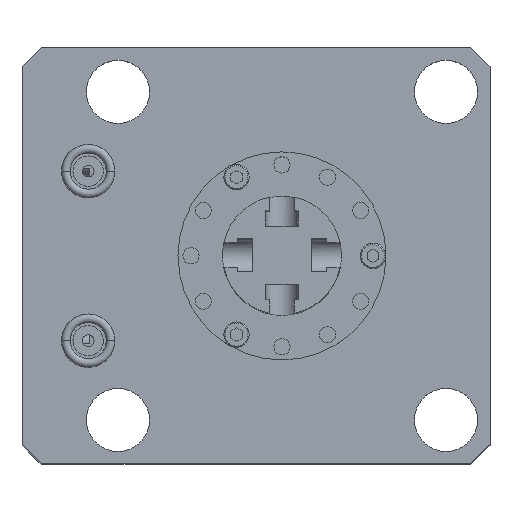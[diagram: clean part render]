
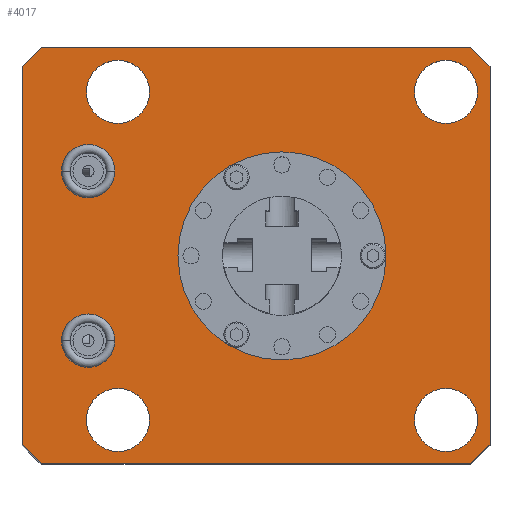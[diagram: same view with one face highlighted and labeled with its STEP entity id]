
A CAD part, top view. The second image highlights one B-rep face of the part: STEP entity #4017.
In plain terms, the highlighted planar face has unit normal (0, 0, 1).
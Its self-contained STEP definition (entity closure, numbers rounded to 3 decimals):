
#691=CARTESIAN_POINT('',(35.052,-35.052,25.019));
#692=DIRECTION('',(0.,0.,-1.));
#693=DIRECTION('',(1.,0.,0.));
#694=AXIS2_PLACEMENT_3D('',#691,#692,#693);
#696=CARTESIAN_POINT('',(35.052,-35.052,25.019));
#697=DIRECTION('',(0.,0.,-1.));
#698=DIRECTION('',(-1.,0.,0.));
#699=AXIS2_PLACEMENT_3D('',#696,#697,#698);
#701=CARTESIAN_POINT('',(35.052,35.052,25.019));
#702=DIRECTION('',(0.,0.,-1.));
#703=DIRECTION('',(1.,0.,0.));
#704=AXIS2_PLACEMENT_3D('',#701,#702,#703);
#706=CARTESIAN_POINT('',(35.052,35.052,25.019));
#707=DIRECTION('',(0.,0.,-1.));
#708=DIRECTION('',(-1.,0.,0.));
#709=AXIS2_PLACEMENT_3D('',#706,#707,#708);
#711=CARTESIAN_POINT('',(-35.052,-35.052,25.019));
#712=DIRECTION('',(0.,0.,-1.));
#713=DIRECTION('',(1.,0.,0.));
#714=AXIS2_PLACEMENT_3D('',#711,#712,#713);
#716=CARTESIAN_POINT('',(-35.052,-35.052,25.019));
#717=DIRECTION('',(0.,0.,-1.));
#718=DIRECTION('',(-1.,0.,0.));
#719=AXIS2_PLACEMENT_3D('',#716,#717,#718);
#721=CARTESIAN_POINT('',(-35.052,35.052,25.019));
#722=DIRECTION('',(0.,0.,-1.));
#723=DIRECTION('',(1.,0.,0.));
#724=AXIS2_PLACEMENT_3D('',#721,#722,#723);
#726=CARTESIAN_POINT('',(-35.052,35.052,25.019));
#727=DIRECTION('',(0.,0.,-1.));
#728=DIRECTION('',(-1.,0.,0.));
#729=AXIS2_PLACEMENT_3D('',#726,#727,#728);
#731=CARTESIAN_POINT('',(-41.402,-18.11,25.019));
#732=DIRECTION('',(0.,0.,1.));
#733=DIRECTION('',(-1.,0.,0.));
#734=AXIS2_PLACEMENT_3D('',#731,#732,#733);
#736=CARTESIAN_POINT('',(-41.402,-18.11,25.019));
#737=DIRECTION('',(0.,0.,1.));
#738=DIRECTION('',(1.,0.,0.));
#739=AXIS2_PLACEMENT_3D('',#736,#737,#738);
#741=CARTESIAN_POINT('',(-41.402,18.11,25.019));
#742=DIRECTION('',(0.,0.,1.));
#743=DIRECTION('',(-1.,0.,0.));
#744=AXIS2_PLACEMENT_3D('',#741,#742,#743);
#746=CARTESIAN_POINT('',(-41.402,18.11,25.019));
#747=DIRECTION('',(0.,0.,1.));
#748=DIRECTION('',(1.,0.,0.));
#749=AXIS2_PLACEMENT_3D('',#746,#747,#748);
#751=DIRECTION('',(0.,-1.,0.));
#752=VECTOR('',#751,80.772);
#753=CARTESIAN_POINT('',(-55.55,40.386,25.019));
#754=LINE('',#753,#752);
#755=DIRECTION('',(-0.707,-0.707,0.));
#756=VECTOR('',#755,5.747);
#757=CARTESIAN_POINT('',(-51.486,44.45,25.019));
#758=LINE('',#757,#756);
#759=DIRECTION('',(-1.,0.,0.));
#760=VECTOR('',#759,91.872);
#761=CARTESIAN_POINT('',(40.386,44.45,25.019));
#762=LINE('',#761,#760);
#763=DIRECTION('',(-0.707,0.707,0.));
#764=VECTOR('',#763,5.747);
#765=CARTESIAN_POINT('',(44.45,40.386,25.019));
#766=LINE('',#765,#764);
#767=DIRECTION('',(0.,1.,0.));
#768=VECTOR('',#767,80.772);
#769=CARTESIAN_POINT('',(44.45,-40.386,25.019));
#770=LINE('',#769,#768);
#771=DIRECTION('',(0.707,0.707,0.));
#772=VECTOR('',#771,5.747);
#773=CARTESIAN_POINT('',(40.386,-44.45,25.019));
#774=LINE('',#773,#772);
#775=DIRECTION('',(1.,0.,0.));
#776=VECTOR('',#775,91.872);
#777=CARTESIAN_POINT('',(-51.486,-44.45,25.019));
#778=LINE('',#777,#776);
#779=DIRECTION('',(0.707,-0.707,0.));
#780=VECTOR('',#779,5.747);
#781=CARTESIAN_POINT('',(-55.55,-40.386,25.019));
#782=LINE('',#781,#780);
#783=CARTESIAN_POINT('',(0.,0.,25.019));
#784=DIRECTION('',(0.,0.,1.));
#785=DIRECTION('',(0.,-1.,0.));
#786=AXIS2_PLACEMENT_3D('',#783,#784,#785);
#788=CARTESIAN_POINT('',(0.,0.,25.019));
#789=DIRECTION('',(0.,0.,1.));
#790=DIRECTION('',(0.,1.,0.));
#791=AXIS2_PLACEMENT_3D('',#788,#789,#790);
#2673=CARTESIAN_POINT('',(-55.55,40.386,25.019));
#2674=CARTESIAN_POINT('',(-55.55,-40.386,25.019));
#2675=VERTEX_POINT('',#2673);
#2676=VERTEX_POINT('',#2674);
#2677=CARTESIAN_POINT('',(-51.486,-44.45,25.019));
#2678=CARTESIAN_POINT('',(40.386,-44.45,25.019));
#2679=VERTEX_POINT('',#2677);
#2680=VERTEX_POINT('',#2678);
#2681=CARTESIAN_POINT('',(44.45,-40.386,25.019));
#2682=CARTESIAN_POINT('',(44.45,40.386,25.019));
#2683=VERTEX_POINT('',#2681);
#2684=VERTEX_POINT('',#2682);
#2685=CARTESIAN_POINT('',(40.386,44.45,25.019));
#2686=CARTESIAN_POINT('',(-51.486,44.45,25.019));
#2687=VERTEX_POINT('',#2685);
#2688=VERTEX_POINT('',#2686);
#2713=CARTESIAN_POINT('',(41.796,-35.052,25.019));
#2714=CARTESIAN_POINT('',(28.309,-35.052,25.019));
#2715=VERTEX_POINT('',#2713);
#2716=VERTEX_POINT('',#2714);
#2777=CARTESIAN_POINT('',(-47.104,-18.11,25.019));
#2778=CARTESIAN_POINT('',(-35.7,-18.11,25.019));
#2779=VERTEX_POINT('',#2777);
#2780=VERTEX_POINT('',#2778);
#2781=CARTESIAN_POINT('',(-47.104,18.11,25.019));
#2782=CARTESIAN_POINT('',(-35.7,18.11,25.019));
#2783=VERTEX_POINT('',#2781);
#2784=VERTEX_POINT('',#2782);
#2872=CARTESIAN_POINT('',(41.796,35.052,25.019));
#2873=CARTESIAN_POINT('',(28.309,35.052,25.019));
#2874=VERTEX_POINT('',#2872);
#2875=VERTEX_POINT('',#2873);
#2876=CARTESIAN_POINT('',(-28.309,-35.052,25.019));
#2877=CARTESIAN_POINT('',(-41.796,-35.052,25.019));
#2878=VERTEX_POINT('',#2876);
#2879=VERTEX_POINT('',#2877);
#2880=CARTESIAN_POINT('',(-28.309,35.052,25.019));
#2881=CARTESIAN_POINT('',(-41.796,35.052,25.019));
#2882=VERTEX_POINT('',#2880);
#2883=VERTEX_POINT('',#2881);
#3029=CARTESIAN_POINT('',(0.,-22.225,25.019));
#3030=CARTESIAN_POINT('',(0.,22.225,25.019));
#3031=VERTEX_POINT('',#3029);
#3032=VERTEX_POINT('',#3030);
#3953=CARTESIAN_POINT('',(0.,0.,25.019));
#3954=DIRECTION('',(0.,0.,1.));
#3955=DIRECTION('',(1.,0.,0.));
#3956=AXIS2_PLACEMENT_3D('',#3953,#3954,#3955);
#3957=PLANE('',#3956);
#3959=ORIENTED_EDGE('',*,*,#3958,.F.);
#3961=ORIENTED_EDGE('',*,*,#3960,.F.);
#3963=ORIENTED_EDGE('',*,*,#3962,.F.);
#3965=ORIENTED_EDGE('',*,*,#3964,.F.);
#3967=ORIENTED_EDGE('',*,*,#3966,.F.);
#3969=ORIENTED_EDGE('',*,*,#3968,.F.);
#3971=ORIENTED_EDGE('',*,*,#3970,.F.);
#3973=ORIENTED_EDGE('',*,*,#3972,.F.);
#3974=EDGE_LOOP('',(#3959,#3961,#3963,#3965,#3967,#3969,#3971,#3973));
#3975=FACE_OUTER_BOUND('',#3974,.F.);
#3977=ORIENTED_EDGE('',*,*,#3976,.F.);
#3979=ORIENTED_EDGE('',*,*,#3978,.F.);
#3980=EDGE_LOOP('',(#3977,#3979));
#3981=FACE_BOUND('',#3980,.F.);
#3983=ORIENTED_EDGE('',*,*,#3982,.F.);
#3985=ORIENTED_EDGE('',*,*,#3984,.F.);
#3986=EDGE_LOOP('',(#3983,#3985));
#3987=FACE_BOUND('',#3986,.F.);
#3989=ORIENTED_EDGE('',*,*,#3988,.F.);
#3991=ORIENTED_EDGE('',*,*,#3990,.F.);
#3992=EDGE_LOOP('',(#3989,#3991));
#3993=FACE_BOUND('',#3992,.F.);
#3995=ORIENTED_EDGE('',*,*,#3994,.T.);
#3997=ORIENTED_EDGE('',*,*,#3996,.T.);
#3998=EDGE_LOOP('',(#3995,#3997));
#3999=FACE_BOUND('',#3998,.F.);
#4001=ORIENTED_EDGE('',*,*,#4000,.T.);
#4003=ORIENTED_EDGE('',*,*,#4002,.T.);
#4004=EDGE_LOOP('',(#4001,#4003));
#4005=FACE_BOUND('',#4004,.F.);
#4007=ORIENTED_EDGE('',*,*,#4006,.F.);
#4009=ORIENTED_EDGE('',*,*,#4008,.F.);
#4010=EDGE_LOOP('',(#4007,#4009));
#4011=FACE_BOUND('',#4010,.F.);
#4013=ORIENTED_EDGE('',*,*,#4012,.T.);
#4014=ORIENTED_EDGE('',*,*,#3943,.T.);
#4015=EDGE_LOOP('',(#4013,#4014));
#4016=FACE_BOUND('',#4015,.F.);
#695=CIRCLE('',#694,6.744);
#700=CIRCLE('',#699,6.744);
#705=CIRCLE('',#704,6.744);
#710=CIRCLE('',#709,6.744);
#715=CIRCLE('',#714,6.744);
#720=CIRCLE('',#719,6.744);
#725=CIRCLE('',#724,6.744);
#730=CIRCLE('',#729,6.744);
#735=CIRCLE('',#734,5.702);
#740=CIRCLE('',#739,5.702);
#745=CIRCLE('',#744,5.702);
#750=CIRCLE('',#749,5.702);
#787=CIRCLE('',#786,22.225);
#792=CIRCLE('',#791,22.225);
#3943=EDGE_CURVE('',#3032,#3031,#792,.T.);
#3958=EDGE_CURVE('',#2675,#2676,#754,.T.);
#3960=EDGE_CURVE('',#2688,#2675,#758,.T.);
#3962=EDGE_CURVE('',#2687,#2688,#762,.T.);
#3964=EDGE_CURVE('',#2684,#2687,#766,.T.);
#3966=EDGE_CURVE('',#2683,#2684,#770,.T.);
#3968=EDGE_CURVE('',#2680,#2683,#774,.T.);
#3970=EDGE_CURVE('',#2679,#2680,#778,.T.);
#3972=EDGE_CURVE('',#2676,#2679,#782,.T.);
#3976=EDGE_CURVE('',#2874,#2875,#705,.T.);
#3978=EDGE_CURVE('',#2875,#2874,#710,.T.);
#3982=EDGE_CURVE('',#2878,#2879,#715,.T.);
#3984=EDGE_CURVE('',#2879,#2878,#720,.T.);
#3988=EDGE_CURVE('',#2882,#2883,#725,.T.);
#3990=EDGE_CURVE('',#2883,#2882,#730,.T.);
#3994=EDGE_CURVE('',#2779,#2780,#735,.T.);
#3996=EDGE_CURVE('',#2780,#2779,#740,.T.);
#4000=EDGE_CURVE('',#2783,#2784,#745,.T.);
#4002=EDGE_CURVE('',#2784,#2783,#750,.T.);
#4006=EDGE_CURVE('',#2715,#2716,#695,.T.);
#4008=EDGE_CURVE('',#2716,#2715,#700,.T.);
#4012=EDGE_CURVE('',#3031,#3032,#787,.T.);
#4017=ADVANCED_FACE('',(#3975,#3981,#3987,#3993,#3999,#4005,#4011,#4016),#3957,
.T.);
